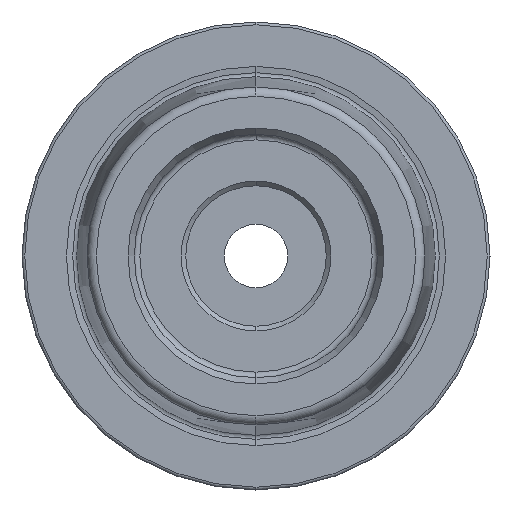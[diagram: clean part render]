
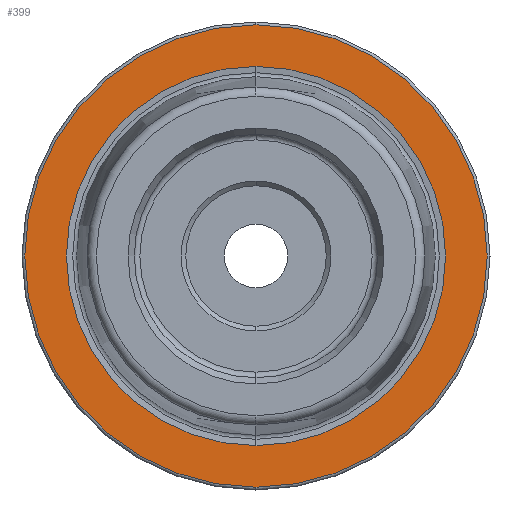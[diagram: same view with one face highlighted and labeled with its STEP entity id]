
A CAD part, left-side view. The second image highlights one B-rep face of the part: STEP entity #399.
In plain terms, the highlighted planar face has unit normal (-1, 0, 0).
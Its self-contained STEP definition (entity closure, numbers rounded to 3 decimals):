
#61 = DIRECTION ( 'NONE',  ( 1., 0., 0. ) ) ;
#120 = ORIENTED_EDGE ( 'NONE', *, *, #2054, .T. ) ;
#135 = AXIS2_PLACEMENT_3D ( 'NONE', #3143, #3810, #945 ) ;
#176 = DIRECTION ( 'NONE',  ( -1., 0., 0. ) ) ;
#309 = DIRECTION ( 'NONE',  ( 0., 0., 1. ) ) ;
#368 = DIRECTION ( 'NONE',  ( 0., 0., -1. ) ) ;
#399 = ADVANCED_FACE ( 'NONE', ( #1023, #1538 ), #1979, .F. ) ;
#560 = CIRCLE ( 'NONE', #789, 20.258 ) ;
#706 = CARTESIAN_POINT ( 'NONE',  ( 0., 24.7, 0. ) ) ;
#717 = AXIS2_PLACEMENT_3D ( 'NONE', #706, #61, #368 ) ;
#789 = AXIS2_PLACEMENT_3D ( 'NONE', #2583, #3193, #309 ) ;
#827 = EDGE_CURVE ( 'NONE', #1486, #3292, #2644, .T. ) ;
#829 = CARTESIAN_POINT ( 'NONE',  ( 0., 0., 0. ) ) ;
#945 = DIRECTION ( 'NONE',  ( 0., 0., 1. ) ) ;
#1023 = FACE_BOUND ( 'NONE', #1296, .T. ) ;
#1129 = VERTEX_POINT ( 'NONE', #2181 ) ;
#1258 = AXIS2_PLACEMENT_3D ( 'NONE', #3182, #1279, #1565 ) ;
#1279 = DIRECTION ( 'NONE',  ( -1., 0., 0. ) ) ;
#1296 = EDGE_LOOP ( 'NONE', ( #1390, #2305 ) ) ;
#1390 = ORIENTED_EDGE ( 'NONE', *, *, #3117, .F. ) ;
#1486 = VERTEX_POINT ( 'NONE', #3835 ) ;
#1513 = CIRCLE ( 'NONE', #1258, 20.258 ) ;
#1538 = FACE_OUTER_BOUND ( 'NONE', #1679, .T. ) ;
#1565 = DIRECTION ( 'NONE',  ( 0., 0., 1. ) ) ;
#1679 = EDGE_LOOP ( 'NONE', ( #120, #4059 ) ) ;
#1979 = PLANE ( 'NONE',  #717 ) ;
#2054 = EDGE_CURVE ( 'NONE', #3292, #1486, #4093, .T. ) ;
#2181 = CARTESIAN_POINT ( 'NONE',  ( 0., 0., -20.258 ) ) ;
#2305 = ORIENTED_EDGE ( 'NONE', *, *, #3620, .F. ) ;
#2583 = CARTESIAN_POINT ( 'NONE',  ( 0., 0., 0. ) ) ;
#2644 = CIRCLE ( 'NONE', #135, 24.7 ) ;
#2972 = CARTESIAN_POINT ( 'NONE',  ( 0., 0., 24.7 ) ) ;
#3073 = DIRECTION ( 'NONE',  ( 0., 0., 1. ) ) ;
#3117 = EDGE_CURVE ( 'NONE', #3596, #1129, #1513, .T. ) ;
#3143 = CARTESIAN_POINT ( 'NONE',  ( 0., 0., 0. ) ) ;
#3182 = CARTESIAN_POINT ( 'NONE',  ( 0., 0., 0. ) ) ;
#3193 = DIRECTION ( 'NONE',  ( -1., 0., 0. ) ) ;
#3292 = VERTEX_POINT ( 'NONE', #2972 ) ;
#3309 = AXIS2_PLACEMENT_3D ( 'NONE', #829, #176, #3073 ) ;
#3482 = CARTESIAN_POINT ( 'NONE',  ( 0., 0., 20.258 ) ) ;
#3596 = VERTEX_POINT ( 'NONE', #3482 ) ;
#3620 = EDGE_CURVE ( 'NONE', #1129, #3596, #560, .T. ) ;
#3810 = DIRECTION ( 'NONE',  ( -1., 0., 0. ) ) ;
#3835 = CARTESIAN_POINT ( 'NONE',  ( 0., 0., -24.7 ) ) ;
#4059 = ORIENTED_EDGE ( 'NONE', *, *, #827, .T. ) ;
#4093 = CIRCLE ( 'NONE', #3309, 24.7 ) ;
